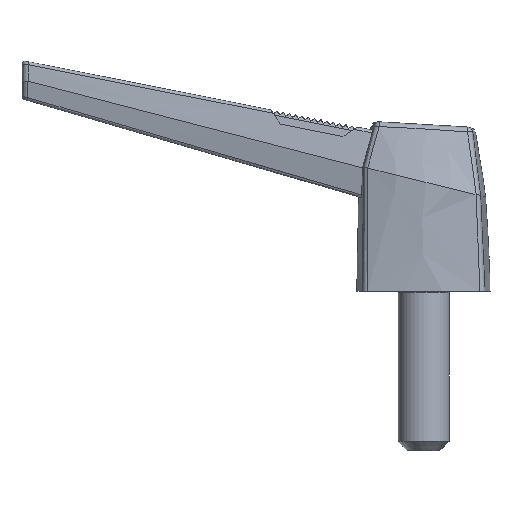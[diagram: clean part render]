
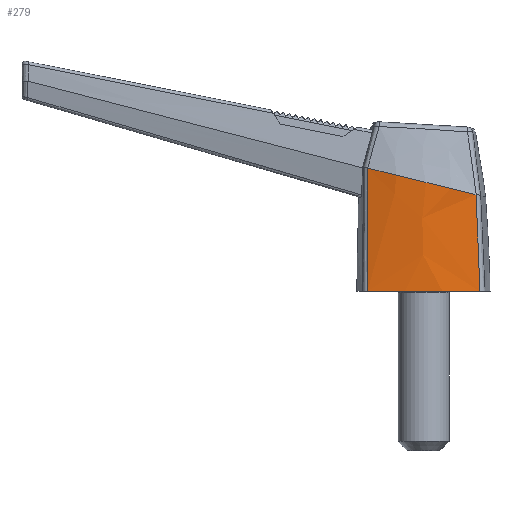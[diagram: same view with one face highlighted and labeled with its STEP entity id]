
A CAD part, front view. The second image highlights one B-rep face of the part: STEP entity #279.
In plain terms, the highlighted free-form (B-spline) face has degree [3, 3] with [6, 4] control points.
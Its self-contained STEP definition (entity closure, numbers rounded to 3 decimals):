
#279 = ADVANCED_FACE( '', ( #600 ), #601, .T. );
#600 = FACE_OUTER_BOUND( '', #2300, .T. );
#601 = B_SPLINE_SURFACE_WITH_KNOTS( '', 3, 3, ( ( #2301, #2302, #2303, #2304 ), ( #2305, #2306, #2307, #2308 ), ( #2309, #2310, #2311, #2312 ), ( #2313, #2314, #2315, #2316 ), ( #2317, #2318, #2319, #2320 ), ( #2321, #2322, #2323, #2324 ) ), .UNSPECIFIED., .F., .F., .F., ( 4, 2, 4 ), ( 4, 4 ), ( 0., 0.5, 1. ), ( 0., 1. ), .UNSPECIFIED. );
#2300 = EDGE_LOOP( '', ( #3798, #3799, #3800, #3801 ) );
#2301 = CARTESIAN_POINT( '', ( -9.476, -9.25, 0. ) );
#2302 = CARTESIAN_POINT( '', ( -9.428, -8.983, 6.495 ) );
#2303 = CARTESIAN_POINT( '', ( -9.38, -8.717, 12.99 ) );
#2304 = CARTESIAN_POINT( '', ( -9.333, -8.45, 19.486 ) );
#2305 = CARTESIAN_POINT( '', ( -6.364, -9.914, 0. ) );
#2306 = CARTESIAN_POINT( '', ( -6.392, -9.793, 6.26 ) );
#2307 = CARTESIAN_POINT( '', ( -6.42, -9.671, 12.52 ) );
#2308 = CARTESIAN_POINT( '', ( -6.449, -9.55, 18.779 ) );
#2309 = CARTESIAN_POINT( '', ( -3.182, -10.25, 0. ) );
#2310 = CARTESIAN_POINT( '', ( -3.252, -10.222, 6.01 ) );
#2311 = CARTESIAN_POINT( '', ( -3.322, -10.194, 12.02 ) );
#2312 = CARTESIAN_POINT( '', ( -3.392, -10.167, 18.031 ) );
#2313 = CARTESIAN_POINT( '', ( 3.182, -10.25, 0. ) );
#2314 = CARTESIAN_POINT( '', ( 3.04, -10.291, 5.508 ) );
#2315 = CARTESIAN_POINT( '', ( 2.897, -10.332, 11.017 ) );
#2316 = CARTESIAN_POINT( '', ( 2.755, -10.374, 16.525 ) );
#2317 = CARTESIAN_POINT( '', ( 6.364, -9.914, 0. ) );
#2318 = CARTESIAN_POINT( '', ( 6.19, -9.931, 5.256 ) );
#2319 = CARTESIAN_POINT( '', ( 6.017, -9.947, 10.513 ) );
#2320 = CARTESIAN_POINT( '', ( 5.844, -9.963, 15.769 ) );
#2321 = CARTESIAN_POINT( '', ( 9.476, -9.25, 0. ) );
#2322 = CARTESIAN_POINT( '', ( 9.248, -9.187, 5.016 ) );
#2323 = CARTESIAN_POINT( '', ( 9.02, -9.123, 10.031 ) );
#2324 = CARTESIAN_POINT( '', ( 8.792, -9.06, 15.047 ) );
#3798 = ORIENTED_EDGE( '', *, *, #4381, .F. );
#3799 = ORIENTED_EDGE( '', *, *, #4256, .T. );
#3800 = ORIENTED_EDGE( '', *, *, #4438, .T. );
#3801 = ORIENTED_EDGE( '', *, *, #4189, .T. );
#4189 = EDGE_CURVE( '', #4655, #4653, #4656, .T. );
#4256 = EDGE_CURVE( '', #4763, #4760, #4764, .T. );
#4381 = EDGE_CURVE( '', #4763, #4653, #4952, .T. );
#4438 = EDGE_CURVE( '', #4760, #4655, #5017, .T. );
#4653 = VERTEX_POINT( '', #5573 );
#4655 = VERTEX_POINT( '', #5578 );
#4656 = B_SPLINE_CURVE_WITH_KNOTS( '', 3, ( #5579, #5580, #5581, #5582 ), .UNSPECIFIED., .F., .F., ( 4, 4 ), ( 0., 0.015 ), .UNSPECIFIED. );
#4760 = VERTEX_POINT( '', #6043 );
#4763 = VERTEX_POINT( '', #6075 );
#4764 = B_SPLINE_CURVE_WITH_KNOTS( '', 3, ( #6076, #6077, #6078, #6079, #6080, #6081 ), .UNSPECIFIED., .F., .F., ( 4, 2, 4 ), ( 0., 0.01, 0.019 ), .UNSPECIFIED. );
#4952 = B_SPLINE_CURVE_WITH_KNOTS( '', 3, ( #6680, #6681, #6682, #6683, #6684, #6685, #6686, #6687, #6688, #6689 ), .UNSPECIFIED., .F., .F., ( 4, 2, 2, 2, 4 ), ( 0.032, 0.25, 0.5, 0.75, 0.967 ), .UNSPECIFIED. );
#5017 = B_SPLINE_CURVE_WITH_KNOTS( '', 3, ( #7117, #7118, #7119, #7120, #7121, #7122 ), .UNSPECIFIED., .F., .F., ( 4, 2, 4 ), ( 0.034, 0.5, 0.965 ), .UNSPECIFIED. );
#5573 = CARTESIAN_POINT( '', ( 8.209, -9.232, 15.19 ) );
#5578 = CARTESIAN_POINT( '', ( 8.83, -9.383, 0. ) );
#5579 = CARTESIAN_POINT( '', ( 8.83, -9.383, 0. ) );
#5580 = CARTESIAN_POINT( '', ( 8.622, -9.334, 5.063 ) );
#5581 = CARTESIAN_POINT( '', ( 8.415, -9.283, 10.126 ) );
#5582 = CARTESIAN_POINT( '', ( 8.209, -9.232, 15.19 ) );
#6043 = CARTESIAN_POINT( '', ( -8.83, -9.383, 0. ) );
#6075 = CARTESIAN_POINT( '', ( -8.781, -8.654, 19.35 ) );
#6076 = CARTESIAN_POINT( '', ( -8.781, -8.654, 19.35 ) );
#6077 = CARTESIAN_POINT( '', ( -8.788, -8.777, 16.125 ) );
#6078 = CARTESIAN_POINT( '', ( -8.797, -8.899, 12.9 ) );
#6079 = CARTESIAN_POINT( '', ( -8.813, -9.142, 6.45 ) );
#6080 = CARTESIAN_POINT( '', ( -8.822, -9.263, 3.225 ) );
#6081 = CARTESIAN_POINT( '', ( -8.83, -9.383, 0. ) );
#6680 = CARTESIAN_POINT( '', ( -8.781, -8.654, 19.35 ) );
#6681 = CARTESIAN_POINT( '', ( -7.512, -9.108, 19.04 ) );
#6682 = CARTESIAN_POINT( '', ( -6.217, -9.468, 18.723 ) );
#6683 = CARTESIAN_POINT( '', ( -3.385, -10.04, 18.029 ) );
#6684 = CARTESIAN_POINT( '', ( -1.859, -10.218, 17.655 ) );
#6685 = CARTESIAN_POINT( '', ( 1.222, -10.322, 16.901 ) );
#6686 = CARTESIAN_POINT( '', ( 2.756, -10.246, 16.525 ) );
#6687 = CARTESIAN_POINT( '', ( 5.612, -9.867, 15.826 ) );
#6688 = CARTESIAN_POINT( '', ( 6.92, -9.597, 15.505 ) );
#6689 = CARTESIAN_POINT( '', ( 8.209, -9.232, 15.19 ) );
#7117 = CARTESIAN_POINT( '', ( -8.83, -9.383, 0. ) );
#7118 = CARTESIAN_POINT( '', ( -5.925, -9.959, 0. ) );
#7119 = CARTESIAN_POINT( '', ( -2.962, -10.25, 0. ) );
#7120 = CARTESIAN_POINT( '', ( 2.962, -10.25, 0. ) );
#7121 = CARTESIAN_POINT( '', ( 5.924, -9.959, 0. ) );
#7122 = CARTESIAN_POINT( '', ( 8.83, -9.383, 0. ) );
